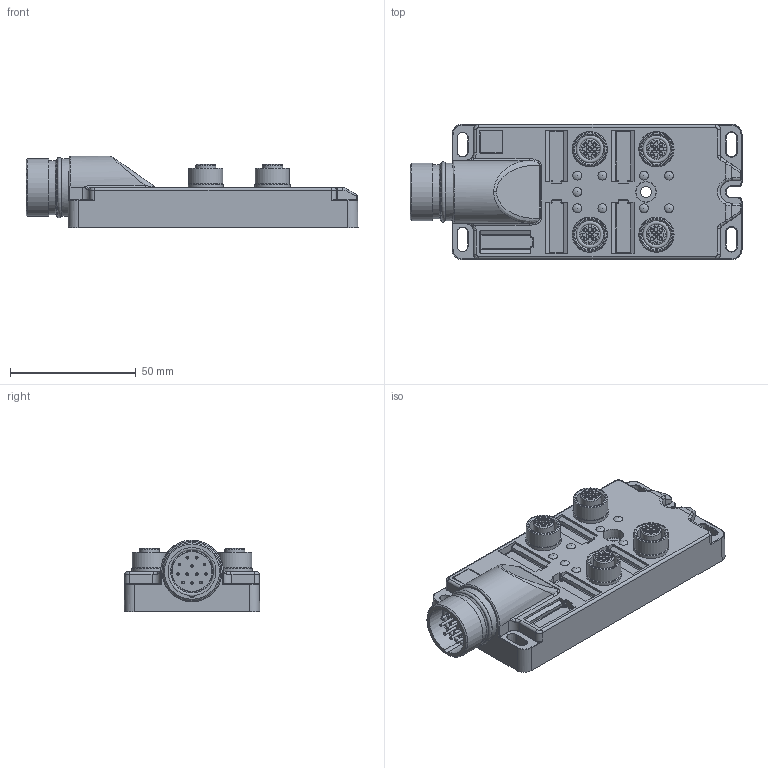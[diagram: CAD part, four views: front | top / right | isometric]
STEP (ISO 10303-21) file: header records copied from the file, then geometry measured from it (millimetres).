
FILE_DESCRIPTION(/* description */ (''),/* implementation_level */ '2;1');
FILE_NAME(/* name */ '4I_OM12-5_4P2F_stp.stp',/* time_stamp */ '2018-07-12T14:07:41+02:00',/* author */ (''),/* organization */ (''),/* preprocessor_version */ 'ST-DEVELOPER v16',/* originating_system */ 'SIEMENS PLM Software NX 10.0',/* authorisation */ '');
FILE_SCHEMA (('AUTOMOTIVE_DESIGN { 1 0 10303 214 3 1 1 1 }'));
Length unit declared in the file: millimetre
Products named in the file (1): 4I_OM12-5_4P2F_stp
Bounding box: 132.12 x 53.96 x 28.5 mm (x, y, z)
Volume: 105331.4 mm3; surface area: 26082.9 mm2
Topology: 1 solids, 2 shells, 855 faces, 2048 edges, 1284 vertices
Faces by surface type: cylinder 389, plane 247, bspline 153, cone 29, torus 24, sphere 13
Full cylindrical faces by diameter (mm): 0.999 x12, 1.15 x20, 1.5 x20, 4.388 x1, 11.1 x4, 13.6 x4, 14 x4, 15.9 x1, 16.1 x1, 21 x1, 21.5 x1, 22.8 x2, 23 x1
Entity records: 30131 total; most frequent: CARTESIAN_POINT 12006, ORIENTED_EDGE 3730, DIRECTION 3588, EDGE_CURVE 1865, AXIS2_PLACEMENT_3D 1422, VERTEX_POINT 1230, EDGE_LOOP 1080, ADVANCED_FACE 855
